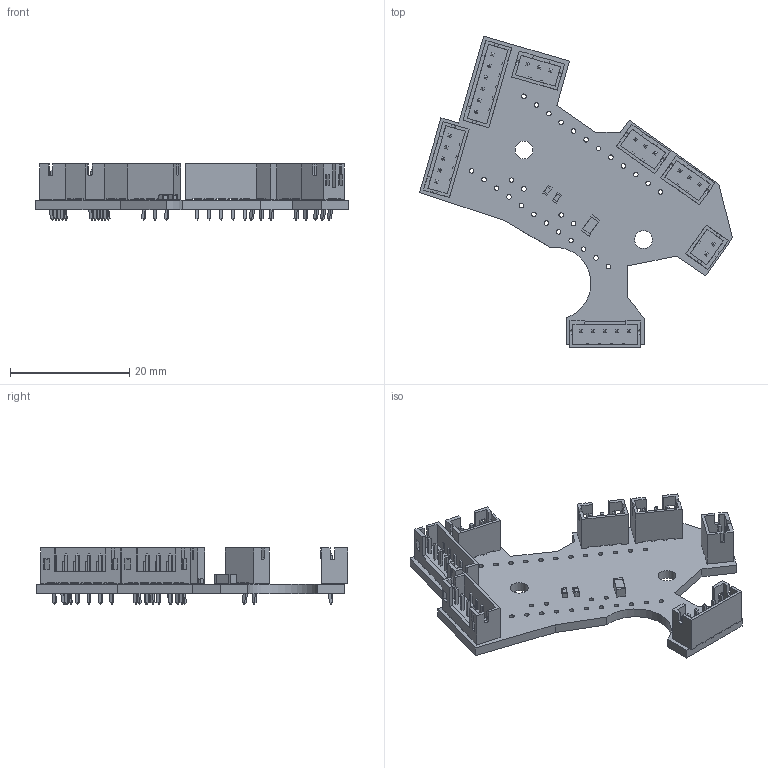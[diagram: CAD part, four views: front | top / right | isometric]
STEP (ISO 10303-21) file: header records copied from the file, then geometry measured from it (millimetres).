
FILE_DESCRIPTION(('KiCad electronic assembly'),'2;1');
FILE_NAME('throttle_inner_grip_pcb.step','2021-10-16T18:06:21',( 'An Author'),('A Company'),'Open CASCADE STEP processor 6.9', 'KiCad to STEP converter','Unknown');
FILE_SCHEMA(('AUTOMOTIVE_DESIGN { 1 0 10303 214 1 1 1 1 }'));
Length unit declared in the file: millimetre
Products named in the file (14): Open CASCADE STEP translator 6.9 1; JST_PH_B6B-PH-K_1x06_P2.00mm_Vertical; SOLID; JST_PH_B3B-PH-K_1x03_P2.00mm_Vertical; JST_PH_B5B-PH-K_1x05_P2.00mm_Vertical; JST_PH_B2B-PH-K_1x02_P2.00mm_Vertical; C_0603_1608Metric; C_1206_3216Metric; COMPOUND
Assembly tree (17 placements, depth 3):
  Open CASCADE STEP translator 6.9 1
    JST_PH_B6B-PH-K_1x06_P2.00mm_Vertical
      SOLID
    JST_PH_B3B-PH-K_1x03_P2.00mm_Vertical  x3
      SOLID
    JST_PH_B5B-PH-K_1x05_P2.00mm_Vertical  x2
      SOLID
    JST_PH_B2B-PH-K_1x02_P2.00mm_Vertical
      SOLID
    C_0603_1608Metric  x2
      SOLID
    C_1206_3216Metric
      SOLID
    COMPOUND
Bounding box: 52.37 x 52.2 x 9.4 mm (x, y, z)
Volume: 2801.4 mm3; surface area: 5623.1 mm2
Topology: 11 solids, 11 shells, 1179 faces, 3152 edges, 2048 vertices
Faces by surface type: plane 1071, cylinder 108
Full cylindrical faces by diameter (mm): 0.75 x27, 0.762 x28, 3 x2
Entity records: 53125 total; most frequent: CARTESIAN_POINT 8080, DIRECTION 7538, LINE 5526, VECTOR 5526, ORIENTED_EDGE 3924, PCURVE 3924, DEFINITIONAL_REPRESENTATION 3924, EDGE_CURVE 1962
